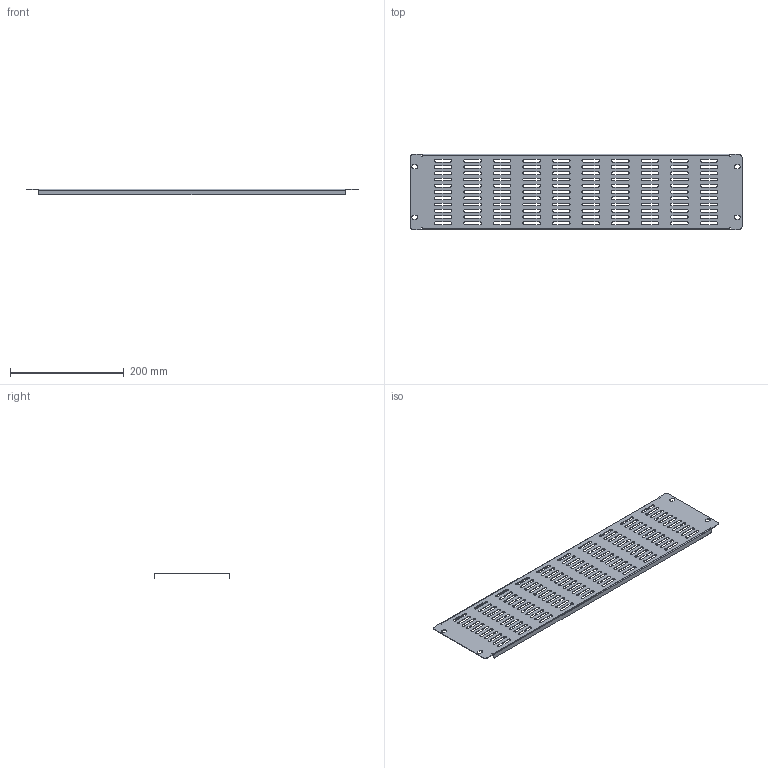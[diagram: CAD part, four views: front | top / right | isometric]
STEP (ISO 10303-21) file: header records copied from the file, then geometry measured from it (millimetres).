
FILE_DESCRIPTION (( 'STEP AP214' ), '1' );
FILE_NAME ('LC23INSP3US_3D.step', '2024-04-04T23:20:20', ( '' ), ( '' ), 'SwSTEP 2.0', 'SolidWorks 2022', '' );
FILE_SCHEMA (( 'AUTOMOTIVE_DESIGN' ));
Length unit declared in the file: millimetre
Products named in the file (1): LC23INSP3US_3D
Bounding box: 584.2 x 132.5 x 9.7 mm (x, y, z)
Volume: 70565.8 mm3; surface area: 150133.9 mm2
Topology: 1 solids, 1 shells, 616 faces, 1826 edges, 1212 vertices
Faces by surface type: cylinder 354, plane 262
Entity records: 21340 total; most frequent: DIRECTION 3768, CARTESIAN_POINT 3655, ORIENTED_EDGE 3652, EDGE_CURVE 1826, AXIS2_PLACEMENT_3D 1325, VERTEX_POINT 1212, VECTOR 1118, LINE 1118
